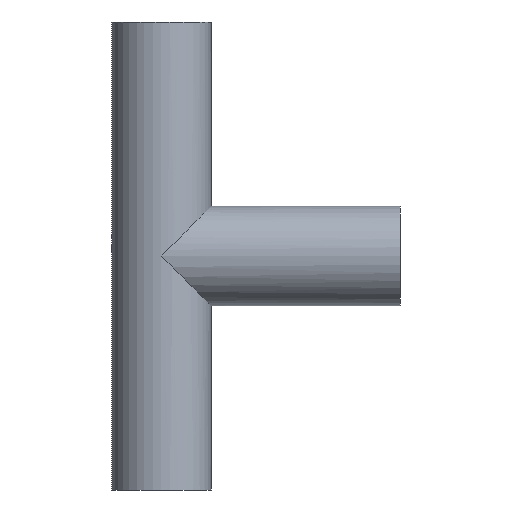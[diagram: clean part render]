
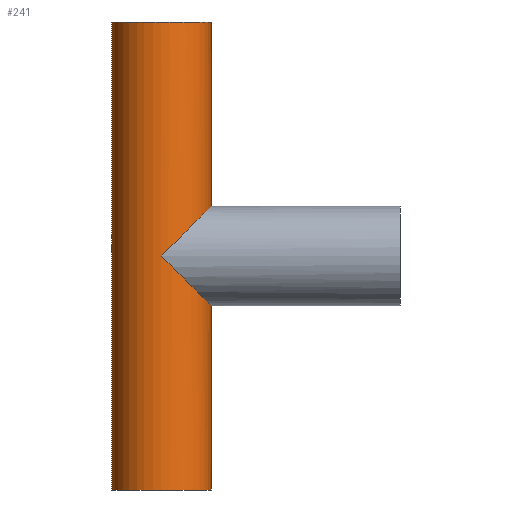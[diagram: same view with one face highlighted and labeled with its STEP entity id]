
A CAD part, front view. The second image highlights one B-rep face of the part: STEP entity #241.
In plain terms, the highlighted cylindrical face has radius 20 mm (diameter 40 mm), a partial arc.
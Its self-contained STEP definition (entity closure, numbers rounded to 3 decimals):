
#4 = EDGE_CURVE ( 'NONE', #192, #336, #87, .T. ) ;
#8 = CARTESIAN_POINT ( 'NONE',  ( 0., -20., 0. ) ) ;
#16 = VECTOR ( 'NONE', #77, 1000. ) ;
#21 = ORIENTED_EDGE ( 'NONE', *, *, #309, .T. ) ;
#39 = DIRECTION ( 'NONE',  ( -1., 0., 0. ) ) ;
#40 = CARTESIAN_POINT ( 'NONE',  ( 20., 0., -20. ) ) ;
#41 = DIRECTION ( 'NONE',  ( 1., 0., 0. ) ) ;
#46 =( BOUNDED_CURVE ( )  B_SPLINE_CURVE ( 3, ( #251, #386, #316, #149 ),
 .UNSPECIFIED., .F., .T. ) 
 B_SPLINE_CURVE_WITH_KNOTS ( ( 4, 4 ),
 ( 3.142, 4.712 ),
 .UNSPECIFIED. ) 
 CURVE ( )  GEOMETRIC_REPRESENTATION_ITEM ( )  RATIONAL_B_SPLINE_CURVE ( ( 1., 0.805, 0.805, 1. ) ) 
 REPRESENTATION_ITEM ( '' )  );
#58 = VECTOR ( 'NONE', #142, 1000. ) ;
#63 = VERTEX_POINT ( 'NONE', #81 ) ;
#70 = CARTESIAN_POINT ( 'NONE',  ( 0., 0., -94. ) ) ;
#73 = CARTESIAN_POINT ( 'NONE',  ( 20., 0., -20. ) ) ;
#77 = DIRECTION ( 'NONE',  ( 0., 0., -1. ) ) ;
#81 = CARTESIAN_POINT ( 'NONE',  ( -20., 0., 94. ) ) ;
#87 =( BOUNDED_CURVE ( )  B_SPLINE_CURVE ( 3, ( #8, #383, #179, #73 ),
 .UNSPECIFIED., .F., .T. ) 
 B_SPLINE_CURVE_WITH_KNOTS ( ( 4, 4 ),
 ( 4.712, 6.283 ),
 .UNSPECIFIED. ) 
 CURVE ( )  GEOMETRIC_REPRESENTATION_ITEM ( )  RATIONAL_B_SPLINE_CURVE ( ( 1., 0.805, 0.805, 1. ) ) 
 REPRESENTATION_ITEM ( '' )  );
#88 = CARTESIAN_POINT ( 'NONE',  ( 20., 0., -94. ) ) ;
#93 = ORIENTED_EDGE ( 'NONE', *, *, #379, .T. ) ;
#100 = CARTESIAN_POINT ( 'NONE',  ( 0., 0., 94. ) ) ;
#109 = CARTESIAN_POINT ( 'NONE',  ( 20., 0., 20. ) ) ;
#111 = CIRCLE ( 'NONE', #308, 20. ) ;
#113 = LINE ( 'NONE', #382, #58 ) ;
#121 = VERTEX_POINT ( 'NONE', #399 ) ;
#142 = DIRECTION ( 'NONE',  ( 0., 0., -1. ) ) ;
#149 = CARTESIAN_POINT ( 'NONE',  ( 0., -20., 0. ) ) ;
#157 = ORIENTED_EDGE ( 'NONE', *, *, #343, .F. ) ;
#165 = VERTEX_POINT ( 'NONE', #88 ) ;
#166 = LINE ( 'NONE', #346, #204 ) ;
#175 = EDGE_CURVE ( 'NONE', #449, #398, #166, .T. ) ;
#179 = CARTESIAN_POINT ( 'NONE',  ( 20., -11.716, -20. ) ) ;
#192 = VERTEX_POINT ( 'NONE', #244 ) ;
#194 = AXIS2_PLACEMENT_3D ( 'NONE', #70, #347, #41 ) ;
#196 = ORIENTED_EDGE ( 'NONE', *, *, #317, .F. ) ;
#201 = CYLINDRICAL_SURFACE ( 'NONE', #439, 20. ) ;
#204 = VECTOR ( 'NONE', #232, 1000. ) ;
#231 = CIRCLE ( 'NONE', #194, 20. ) ;
#232 = DIRECTION ( 'NONE',  ( 0., 0., -1. ) ) ;
#236 = ORIENTED_EDGE ( 'NONE', *, *, #401, .F. ) ;
#241 = ADVANCED_FACE ( 'NONE', ( #371 ), #201, .T. ) ;
#244 = CARTESIAN_POINT ( 'NONE',  ( 0., -20., 0. ) ) ;
#251 = CARTESIAN_POINT ( 'NONE',  ( 20., 0., 20. ) ) ;
#273 = EDGE_LOOP ( 'NONE', ( #333, #196, #21, #93, #157, #339, #236 ) ) ;
#279 = DIRECTION ( 'NONE',  ( 0., 0., 1. ) ) ;
#282 = DIRECTION ( 'NONE',  ( 1., 0., 0. ) ) ;
#295 = CARTESIAN_POINT ( 'NONE',  ( 20., 0., 94. ) ) ;
#308 = AXIS2_PLACEMENT_3D ( 'NONE', #352, #279, #282 ) ;
#309 = EDGE_CURVE ( 'NONE', #63, #121, #314, .T. ) ;
#314 = LINE ( 'NONE', #384, #16 ) ;
#316 = CARTESIAN_POINT ( 'NONE',  ( 11.716, -20., 11.716 ) ) ;
#317 = EDGE_CURVE ( 'NONE', #63, #449, #111, .T. ) ;
#333 = ORIENTED_EDGE ( 'NONE', *, *, #175, .F. ) ;
#336 = VERTEX_POINT ( 'NONE', #40 ) ;
#339 = ORIENTED_EDGE ( 'NONE', *, *, #4, .F. ) ;
#343 = EDGE_CURVE ( 'NONE', #336, #165, #113, .T. ) ;
#346 = CARTESIAN_POINT ( 'NONE',  ( 20., 0., 94. ) ) ;
#347 = DIRECTION ( 'NONE',  ( 0., 0., 1. ) ) ;
#352 = CARTESIAN_POINT ( 'NONE',  ( 0., 0., 94. ) ) ;
#371 = FACE_OUTER_BOUND ( 'NONE', #273, .T. ) ;
#379 = EDGE_CURVE ( 'NONE', #121, #165, #231, .T. ) ;
#382 = CARTESIAN_POINT ( 'NONE',  ( 20., 0., 94. ) ) ;
#383 = CARTESIAN_POINT ( 'NONE',  ( 11.716, -20., -11.716 ) ) ;
#384 = CARTESIAN_POINT ( 'NONE',  ( -20., 0., 94. ) ) ;
#386 = CARTESIAN_POINT ( 'NONE',  ( 20., -11.716, 20. ) ) ;
#398 = VERTEX_POINT ( 'NONE', #109 ) ;
#399 = CARTESIAN_POINT ( 'NONE',  ( -20., 0., -94. ) ) ;
#401 = EDGE_CURVE ( 'NONE', #398, #192, #46, .T. ) ;
#410 = DIRECTION ( 'NONE',  ( 0., 0., -1. ) ) ;
#439 = AXIS2_PLACEMENT_3D ( 'NONE', #100, #410, #39 ) ;
#449 = VERTEX_POINT ( 'NONE', #295 ) ;
